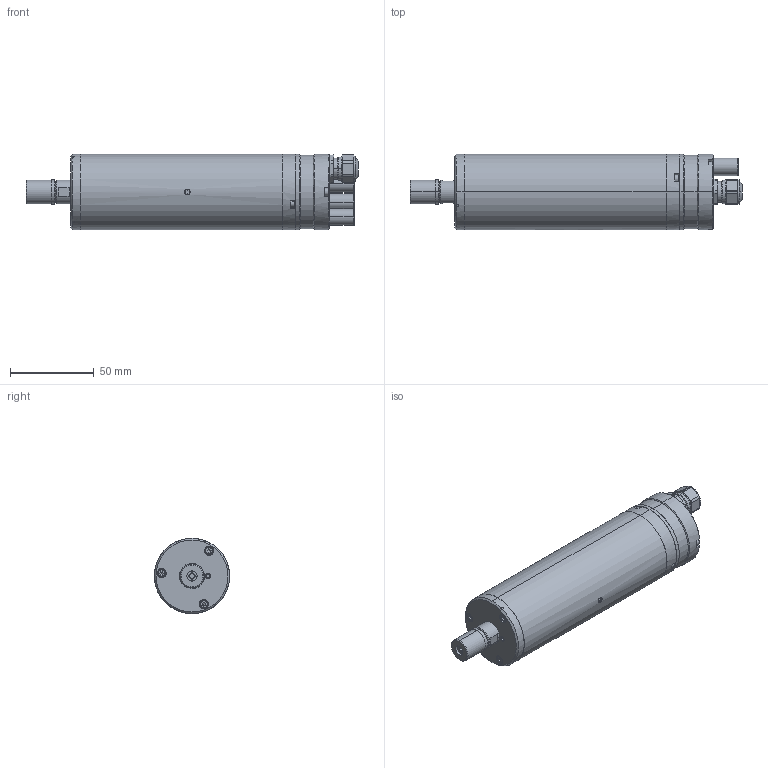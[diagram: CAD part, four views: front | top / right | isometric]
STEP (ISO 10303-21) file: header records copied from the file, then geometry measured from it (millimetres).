
FILE_DESCRIPTION (( 'STEP AP203' ), '1' );
FILE_NAME ('045S80U-00-.STEP', '2015-11-05T06:48:40', ( '' ), ( '' ), 'SwSTEP 2.0', 'SolidWorks 2014', '' );
FILE_SCHEMA (( 'CONFIG_CONTROL_DESIGN' ));
Length unit declared in the file: millimetre
Products named in the file (1): 045S80U-00-
Bounding box: 197.79 x 45 x 45 mm (x, y, z)
Surface area: 34716.3 mm2 (no closed solid volume)
Topology: 0 solids, 35 shells, 322 faces, 1024 edges, 709 vertices
Faces by surface type: plane 140, cylinder 111, cone 41, torus 30
Entity records: 11951 total; most frequent: CARTESIAN_POINT 2706, DIRECTION 2068, ORIENTED_EDGE 1618, EDGE_CURVE 1012, AXIS2_PLACEMENT_3D 807, VERTEX_POINT 709, CIRCLE 484, LINE 454
